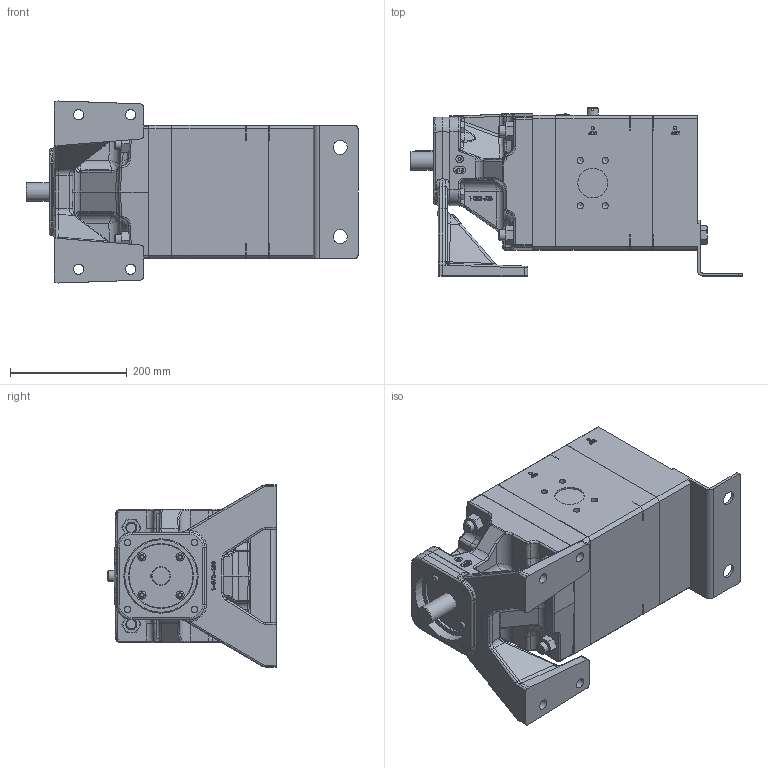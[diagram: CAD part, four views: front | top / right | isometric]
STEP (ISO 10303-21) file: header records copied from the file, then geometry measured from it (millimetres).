
FILE_DESCRIPTION (( 'STEP AP214' ), '1' );
FILE_NAME ('GPV-1430-002-U.STEP', '2016-09-27T18:30:47', ( '' ), ( '' ), 'SwSTEP 2.0', 'SolidWorks 2015', '' );
FILE_SCHEMA (( 'AUTOMOTIVE_DESIGN' ));
Length unit declared in the file: inch
Products named in the file (1): GPV-1430-002-U
Bounding box: 567.72 x 287.68 x 311.33 mm (x, y, z)
Volume: 20262922.6 mm3; surface area: 952211.5 mm2
Topology: 1 solids, 1 shells, 2233 faces, 5598 edges, 3592 vertices
Faces by surface type: plane 1349, bspline 488, cylinder 266, cone 104, sphere 26
Full cylindrical faces by diameter (mm): 3.175 x2, 10.716 x12, 11.139 x2, 11.146 x10, 12.7 x2, 13.894 x4, 17.526 x4, 19.05 x9, 20.65 x8, 21.438 x4, 24.13 x2, 31.737 x1, 50.8 x2, 109.22 x1, 126.975 x1, 127.089 x1, 190.5 x3
Entity records: 181891 total; most frequent: CARTESIAN_POINT 113934, ORIENTED_EDGE 10752, DIRECTION 8250, EDGE_CURVE 5376, LINE 3638, VECTOR 3638, VERTEX_POINT 3548, EDGE_LOOP 2680
